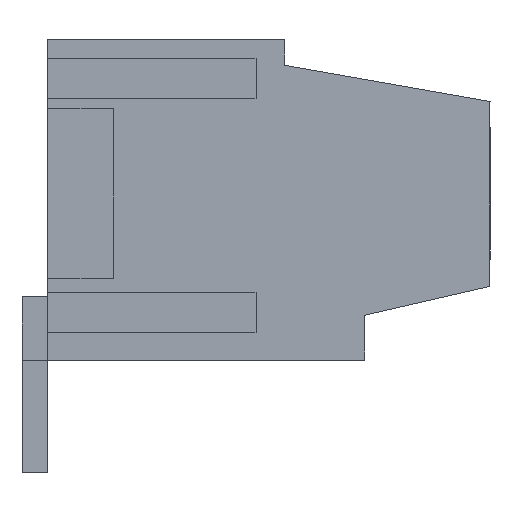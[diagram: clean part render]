
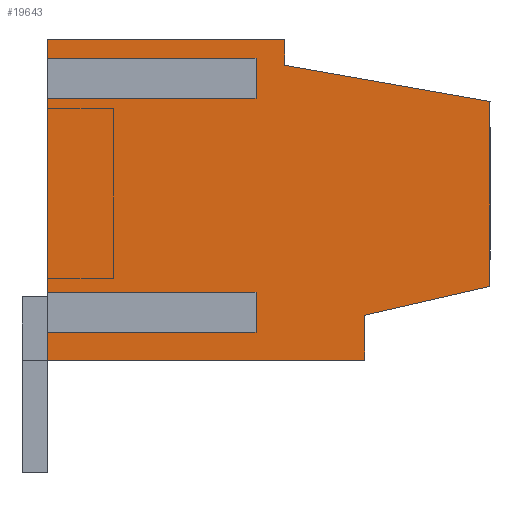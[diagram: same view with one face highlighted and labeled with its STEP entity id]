
A CAD part, left-side view. The second image highlights one B-rep face of the part: STEP entity #19643.
In plain terms, the highlighted planar face has unit normal (-1, 0, 0).
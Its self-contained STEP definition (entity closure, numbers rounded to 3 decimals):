
#19511=AXIS2_PLACEMENT_3D('Plane Axis2P3D',#19508,#19509,#19510) ;
#19508=CARTESIAN_POINT('Axis2P3D Location',(0.55,14.6,0.)) ;
#19513=CARTESIAN_POINT('Line Origine',(0.55,13.8,8.65)) ;
#19517=CARTESIAN_POINT('Vertex',(0.55,13.8,11.994)) ;
#19519=CARTESIAN_POINT('Vertex',(0.55,13.8,5.306)) ;
#19522=CARTESIAN_POINT('Line Origine',(0.55,10.55,5.306)) ;
#19526=CARTESIAN_POINT('Vertex',(0.55,7.3,5.306)) ;
#19529=CARTESIAN_POINT('Line Origine',(0.55,7.3,5.)) ;
#19533=CARTESIAN_POINT('Vertex',(0.55,7.3,4.694)) ;
#19536=CARTESIAN_POINT('Line Origine',(0.55,10.55,4.694)) ;
#19540=CARTESIAN_POINT('Vertex',(0.55,13.8,4.694)) ;
#19543=CARTESIAN_POINT('Line Origine',(0.55,13.8,4.097)) ;
#19547=CARTESIAN_POINT('Vertex',(0.55,13.8,3.5)) ;
#19550=CARTESIAN_POINT('Line Origine',(0.55,8.85,3.5)) ;
#19554=CARTESIAN_POINT('Vertex',(0.55,3.9,3.5)) ;
#19557=CARTESIAN_POINT('Line Origine',(0.55,3.9,4.2)) ;
#19561=CARTESIAN_POINT('Vertex',(0.55,3.9,4.9)) ;
#19564=CARTESIAN_POINT('Line Origine',(0.55,1.95,5.35)) ;
#19568=CARTESIAN_POINT('Vertex',(0.55,0.,5.8)) ;
#19571=CARTESIAN_POINT('Line Origine',(0.55,0.,8.686)) ;
#19575=CARTESIAN_POINT('Vertex',(0.55,0.,11.572)) ;
#19578=CARTESIAN_POINT('Line Origine',(0.55,3.2,12.136)) ;
#19582=CARTESIAN_POINT('Vertex',(0.55,6.4,12.7)) ;
#19585=CARTESIAN_POINT('Line Origine',(0.55,6.4,13.1)) ;
#19589=CARTESIAN_POINT('Vertex',(0.55,6.4,13.5)) ;
#19592=CARTESIAN_POINT('Line Origine',(0.55,10.1,13.5)) ;
#19596=CARTESIAN_POINT('Vertex',(0.55,13.8,13.5)) ;
#19599=CARTESIAN_POINT('Line Origine',(0.55,13.8,13.053)) ;
#19603=CARTESIAN_POINT('Vertex',(0.55,13.8,12.606)) ;
#19606=CARTESIAN_POINT('Line Origine',(0.55,10.55,12.606)) ;
#19610=CARTESIAN_POINT('Vertex',(0.55,7.3,12.606)) ;
#19613=CARTESIAN_POINT('Line Origine',(0.55,7.3,12.3)) ;
#19617=CARTESIAN_POINT('Vertex',(0.55,7.3,11.994)) ;
#19620=CARTESIAN_POINT('Line Origine',(0.55,10.55,11.994)) ;
#19509=DIRECTION('Axis2P3D Direction',(-1.,0.,0.)) ;
#19510=DIRECTION('Axis2P3D XDirection',(0.,-1.,0.)) ;
#19514=DIRECTION('Vector Direction',(0.,0.,-1.)) ;
#19523=DIRECTION('Vector Direction',(0.,-1.,0.)) ;
#19530=DIRECTION('Vector Direction',(0.,0.,-1.)) ;
#19537=DIRECTION('Vector Direction',(0.,-1.,0.)) ;
#19544=DIRECTION('Vector Direction',(0.,0.,-1.)) ;
#19551=DIRECTION('Vector Direction',(0.,-1.,0.)) ;
#19558=DIRECTION('Vector Direction',(0.,0.,1.)) ;
#19565=DIRECTION('Vector Direction',(0.,-0.974,0.225)) ;
#19572=DIRECTION('Vector Direction',(0.,0.,1.)) ;
#19579=DIRECTION('Vector Direction',(0.,0.985,0.174)) ;
#19586=DIRECTION('Vector Direction',(0.,0.,1.)) ;
#19593=DIRECTION('Vector Direction',(0.,1.,0.)) ;
#19600=DIRECTION('Vector Direction',(0.,0.,-1.)) ;
#19607=DIRECTION('Vector Direction',(0.,-1.,0.)) ;
#19614=DIRECTION('Vector Direction',(0.,0.,-1.)) ;
#19621=DIRECTION('Vector Direction',(0.,-1.,0.)) ;
#19515=VECTOR('Line Direction',#19514,1.) ;
#19524=VECTOR('Line Direction',#19523,1.) ;
#19531=VECTOR('Line Direction',#19530,1.) ;
#19538=VECTOR('Line Direction',#19537,1.) ;
#19545=VECTOR('Line Direction',#19544,1.) ;
#19552=VECTOR('Line Direction',#19551,1.) ;
#19559=VECTOR('Line Direction',#19558,1.) ;
#19566=VECTOR('Line Direction',#19565,1.) ;
#19573=VECTOR('Line Direction',#19572,1.) ;
#19580=VECTOR('Line Direction',#19579,1.) ;
#19587=VECTOR('Line Direction',#19586,1.) ;
#19594=VECTOR('Line Direction',#19593,1.) ;
#19601=VECTOR('Line Direction',#19600,1.) ;
#19608=VECTOR('Line Direction',#19607,1.) ;
#19615=VECTOR('Line Direction',#19614,1.) ;
#19622=VECTOR('Line Direction',#19621,1.) ;
#19626=ORIENTED_EDGE('',*,*,#19521,.T.) ;
#19627=ORIENTED_EDGE('',*,*,#19528,.T.) ;
#19628=ORIENTED_EDGE('',*,*,#19535,.T.) ;
#19629=ORIENTED_EDGE('',*,*,#19542,.F.) ;
#19630=ORIENTED_EDGE('',*,*,#19549,.T.) ;
#19631=ORIENTED_EDGE('',*,*,#19556,.T.) ;
#19632=ORIENTED_EDGE('',*,*,#19563,.T.) ;
#19633=ORIENTED_EDGE('',*,*,#19570,.T.) ;
#19634=ORIENTED_EDGE('',*,*,#19577,.T.) ;
#19635=ORIENTED_EDGE('',*,*,#19584,.T.) ;
#19636=ORIENTED_EDGE('',*,*,#19591,.T.) ;
#19637=ORIENTED_EDGE('',*,*,#19598,.T.) ;
#19638=ORIENTED_EDGE('',*,*,#19605,.T.) ;
#19639=ORIENTED_EDGE('',*,*,#19612,.T.) ;
#19640=ORIENTED_EDGE('',*,*,#19619,.T.) ;
#19641=ORIENTED_EDGE('',*,*,#19624,.F.) ;
#19643=ADVANCED_FACE('HOUSING',(#19642),#19512,.T.) ;
#19521=EDGE_CURVE('',#19518,#19520,#19516,.T.) ;
#19528=EDGE_CURVE('',#19520,#19527,#19525,.T.) ;
#19535=EDGE_CURVE('',#19527,#19534,#19532,.T.) ;
#19542=EDGE_CURVE('',#19541,#19534,#19539,.T.) ;
#19549=EDGE_CURVE('',#19541,#19548,#19546,.T.) ;
#19556=EDGE_CURVE('',#19548,#19555,#19553,.T.) ;
#19563=EDGE_CURVE('',#19555,#19562,#19560,.T.) ;
#19570=EDGE_CURVE('',#19562,#19569,#19567,.T.) ;
#19577=EDGE_CURVE('',#19569,#19576,#19574,.T.) ;
#19584=EDGE_CURVE('',#19576,#19583,#19581,.T.) ;
#19591=EDGE_CURVE('',#19583,#19590,#19588,.T.) ;
#19598=EDGE_CURVE('',#19590,#19597,#19595,.T.) ;
#19605=EDGE_CURVE('',#19597,#19604,#19602,.T.) ;
#19612=EDGE_CURVE('',#19604,#19611,#19609,.T.) ;
#19619=EDGE_CURVE('',#19611,#19618,#19616,.T.) ;
#19624=EDGE_CURVE('',#19518,#19618,#19623,.T.) ;
#19625=EDGE_LOOP('',(#19626,#19627,#19628,#19629,#19630,#19631,#19632,#19633,#19634,#19635,#19636,#19637,#19638,#19639,#19640,#19641)) ;
#19642=FACE_OUTER_BOUND('',#19625,.T.) ;
#19516=LINE('Line',#19513,#19515) ;
#19525=LINE('Line',#19522,#19524) ;
#19532=LINE('Line',#19529,#19531) ;
#19539=LINE('Line',#19536,#19538) ;
#19546=LINE('Line',#19543,#19545) ;
#19553=LINE('Line',#19550,#19552) ;
#19560=LINE('Line',#19557,#19559) ;
#19567=LINE('Line',#19564,#19566) ;
#19574=LINE('Line',#19571,#19573) ;
#19581=LINE('Line',#19578,#19580) ;
#19588=LINE('Line',#19585,#19587) ;
#19595=LINE('Line',#19592,#19594) ;
#19602=LINE('Line',#19599,#19601) ;
#19609=LINE('Line',#19606,#19608) ;
#19616=LINE('Line',#19613,#19615) ;
#19623=LINE('Line',#19620,#19622) ;
#19512=PLANE('',#19511) ;
#19518=VERTEX_POINT('',#19517) ;
#19520=VERTEX_POINT('',#19519) ;
#19527=VERTEX_POINT('',#19526) ;
#19534=VERTEX_POINT('',#19533) ;
#19541=VERTEX_POINT('',#19540) ;
#19548=VERTEX_POINT('',#19547) ;
#19555=VERTEX_POINT('',#19554) ;
#19562=VERTEX_POINT('',#19561) ;
#19569=VERTEX_POINT('',#19568) ;
#19576=VERTEX_POINT('',#19575) ;
#19583=VERTEX_POINT('',#19582) ;
#19590=VERTEX_POINT('',#19589) ;
#19597=VERTEX_POINT('',#19596) ;
#19604=VERTEX_POINT('',#19603) ;
#19611=VERTEX_POINT('',#19610) ;
#19618=VERTEX_POINT('',#19617) ;
